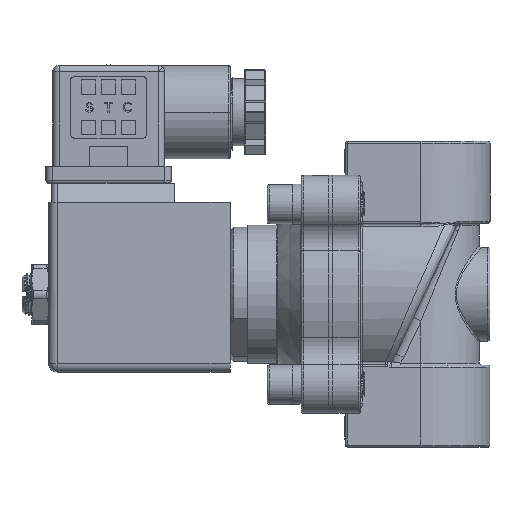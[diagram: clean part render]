
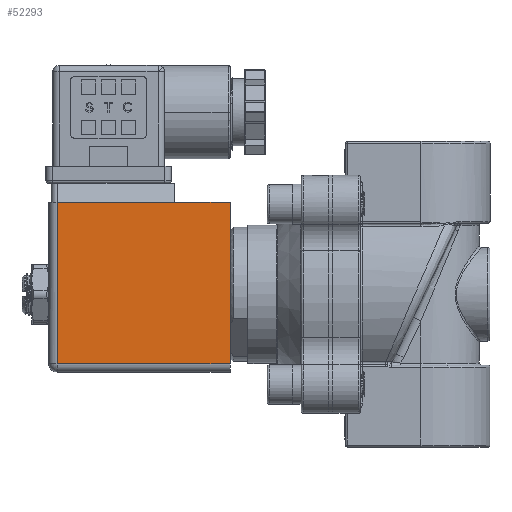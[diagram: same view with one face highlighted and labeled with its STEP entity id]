
A CAD part, left-side view. The second image highlights one B-rep face of the part: STEP entity #52293.
In plain terms, the highlighted planar face has unit normal (-1, 0, 0).
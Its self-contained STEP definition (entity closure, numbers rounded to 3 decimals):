
#1717 = CARTESIAN_POINT ( 'NONE',  ( -17.925, 61.2, -18.32 ) ) ;
#2354 = EDGE_CURVE ( 'NONE', #97371, #128632, #81441, .T. ) ;
#4673 = CARTESIAN_POINT ( 'NONE',  ( -17.925, 61.2, 21.68 ) ) ;
#9834 = ORIENTED_EDGE ( 'NONE', *, *, #36392, .T. ) ;
#12818 = DIRECTION ( 'NONE',  ( 0., 0., 1. ) ) ;
#29196 = VERTEX_POINT ( 'NONE', #100820 ) ;
#36392 = EDGE_CURVE ( 'NONE', #128632, #93146, #104592, .T. ) ;
#37225 = EDGE_LOOP ( 'NONE', ( #122484, #9834, #132820, #114760 ) ) ;
#41327 = CARTESIAN_POINT ( 'NONE',  ( -17.925, 101.9, -16.32 ) ) ;
#42153 = VECTOR ( 'NONE', #102612, 1000. ) ;
#50741 = VECTOR ( 'NONE', #142226, 1000. ) ;
#52041 = VECTOR ( 'NONE', #52615, 1000. ) ;
#52293 = ADVANCED_FACE ( 'NONE', ( #67122 ), #100514, .T. ) ;
#52615 = DIRECTION ( 'NONE',  ( 0., -1., 0. ) ) ;
#57873 = AXIS2_PLACEMENT_3D ( 'NONE', #1717, #78854, #12818 ) ;
#59771 = EDGE_CURVE ( 'NONE', #29196, #93146, #80159, .T. ) ;
#67122 = FACE_OUTER_BOUND ( 'NONE', #37225, .T. ) ;
#75265 = VECTOR ( 'NONE', #100720, 1000. ) ;
#78854 = DIRECTION ( 'NONE',  ( -1., 0., 0. ) ) ;
#79963 = CARTESIAN_POINT ( 'NONE',  ( -17.925, 101.9, -18.32 ) ) ;
#80159 = LINE ( 'NONE', #131165, #50741 ) ;
#81441 = LINE ( 'NONE', #96517, #52041 ) ;
#93146 = VERTEX_POINT ( 'NONE', #4673 ) ;
#96517 = CARTESIAN_POINT ( 'NONE',  ( -17.925, 61.2, -16.32 ) ) ;
#97111 = EDGE_CURVE ( 'NONE', #29196, #97371, #126540, .T. ) ;
#97371 = VERTEX_POINT ( 'NONE', #41327 ) ;
#100514 = PLANE ( 'NONE',  #57873 ) ;
#100720 = DIRECTION ( 'NONE',  ( 0., 0., 1. ) ) ;
#100820 = CARTESIAN_POINT ( 'NONE',  ( -17.925, 101.9, 21.68 ) ) ;
#102612 = DIRECTION ( 'NONE',  ( 0., 0., -1. ) ) ;
#104592 = LINE ( 'NONE', #133329, #75265 ) ;
#114760 = ORIENTED_EDGE ( 'NONE', *, *, #97111, .T. ) ;
#122484 = ORIENTED_EDGE ( 'NONE', *, *, #2354, .T. ) ;
#126540 = LINE ( 'NONE', #79963, #42153 ) ;
#128632 = VERTEX_POINT ( 'NONE', #138649 ) ;
#131165 = CARTESIAN_POINT ( 'NONE',  ( -17.925, 61.2, 21.68 ) ) ;
#132820 = ORIENTED_EDGE ( 'NONE', *, *, #59771, .F. ) ;
#133329 = CARTESIAN_POINT ( 'NONE',  ( -17.925, 61.2, 1.68 ) ) ;
#138649 = CARTESIAN_POINT ( 'NONE',  ( -17.925, 61.2, -16.32 ) ) ;
#142226 = DIRECTION ( 'NONE',  ( 0., -1., 0. ) ) ;
